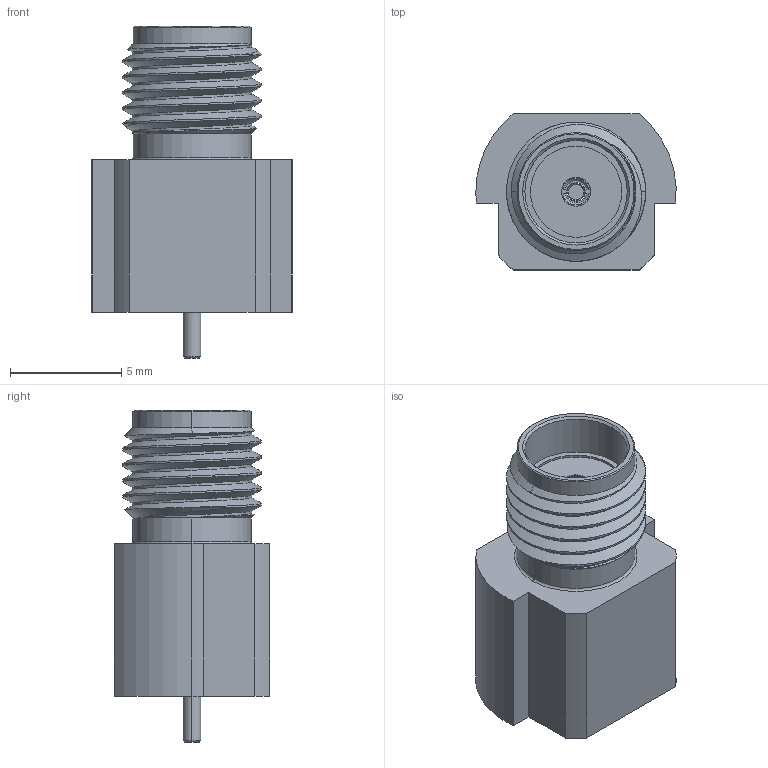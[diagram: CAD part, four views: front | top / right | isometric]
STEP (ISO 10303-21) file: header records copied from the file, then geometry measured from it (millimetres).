
FILE_DESCRIPTION (( 'STEP AP214' ), '1' );
FILE_NAME ('30-410-D3.STEP', '2026-02-02T16:46:52', ( '' ), ( '' ), 'SwSTEP 2.0', 'SolidWorks 2025', '' );
FILE_SCHEMA (( 'AUTOMOTIVE_DESIGN' ));
Length unit declared in the file: millimetre
Products named in the file (1): 30-410-D3
Bounding box: 8.99 x 7 x 14.91 mm (x, y, z)
Surface area: 566.2 mm2 (no closed solid volume)
Topology: 0 solids, 6 shells, 68 faces, 173 edges, 114 vertices
Faces by surface type: cylinder 32, cone 16, plane 15, bspline 3, torus 2
Entity records: 2997 total; most frequent: CARTESIAN_POINT 1401, DIRECTION 335, ORIENTED_EDGE 320, EDGE_CURVE 173, AXIS2_PLACEMENT_3D 134, VERTEX_POINT 114, EDGE_LOOP 74, FACE_OUTER_BOUND 68
